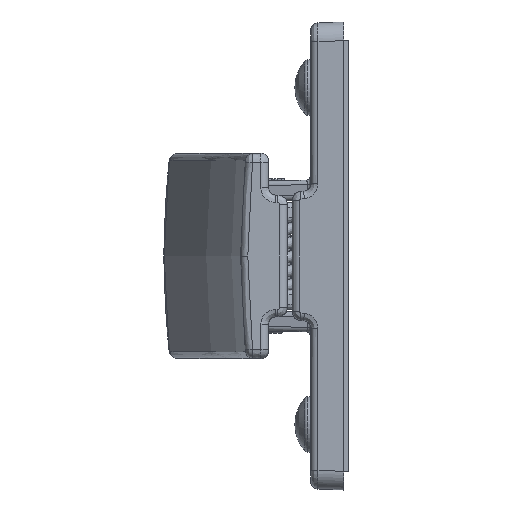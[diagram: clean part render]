
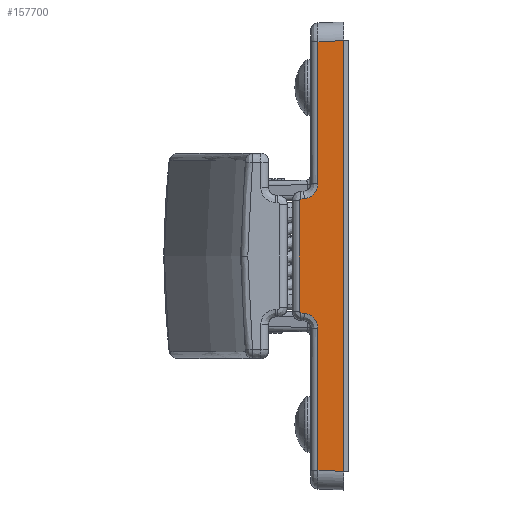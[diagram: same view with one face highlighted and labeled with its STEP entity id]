
A CAD part, front view. The second image highlights one B-rep face of the part: STEP entity #157700.
In plain terms, the highlighted planar face has unit normal (-0.035, -0.999, 0).
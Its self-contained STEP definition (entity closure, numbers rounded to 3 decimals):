
#1580=CARTESIAN_POINT('',(-1.228,0.095,
-32.906));
#1590=VERTEX_POINT('',#1580);
#2670=CARTESIAN_POINT('',(-0.07,0.055,
-32.946));
#2680=DIRECTION('',(0.999,-0.035,
-0.035));
#2690=VECTOR('',#2680,1.);
#2700=LINE('',#2670,#2690);
#2710=CARTESIAN_POINT('',(1.5,0.,-33.001));
#2720=VERTEX_POINT('',#2710);
#2730=EDGE_CURVE('',#1590,#2720,#2700,.T.);
#9630=CARTESIAN_POINT('',(-1.228,0.095,
12.906));
#9640=VERTEX_POINT('',#9630);
#12440=CARTESIAN_POINT('',(1.5,0.,13.001));
#12450=VERTEX_POINT('',#12440);
#12480=CARTESIAN_POINT('',(-0.07,0.055,
12.946));
#12490=DIRECTION('',(0.999,-0.035,
0.035));
#12500=VECTOR('',#12490,1.);
#12510=LINE('',#12480,#12500);
#12520=EDGE_CURVE('',#9640,#12450,#12510,.T.);
#156290=CARTESIAN_POINT('',(1.5,0.,0.));
#156300=DIRECTION('',(0.035,0.999,0.));
#156310=DIRECTION('',(0.999,-0.035,0.));
#156320=AXIS2_PLACEMENT_3D('',#156290,#156300,#156310);
#156330=PLANE('',#156320);
#156340=CARTESIAN_POINT('',(-0.028,0.053,
-16.372));
#156350=DIRECTION('',(0.996,-0.035,
-0.087));
#156360=VECTOR('',#156350,1.);
#156370=LINE('',#156340,#156360);
#156380=CARTESIAN_POINT('',(-3.045,0.159,
-16.108));
#156390=VERTEX_POINT('',#156380);
#156400=CARTESIAN_POINT('',(-2.688,0.146,
-16.139));
#156410=VERTEX_POINT('',#156400);
#156420=EDGE_CURVE('',#156390,#156410,#156370,.T.);
#156430=ORIENTED_EDGE('',*,*,#156420,.T.);
#156440=CARTESIAN_POINT('',(-3.045,0.159,
-16.108));
#156450=CARTESIAN_POINT('',(-3.058,0.159,
-16.107));
#156460=CARTESIAN_POINT('',(-3.07,0.16,
-16.105));
#156470=CARTESIAN_POINT('',(-3.09,0.16,
-16.099));
#156480=CARTESIAN_POINT('',(-3.097,0.161,
-16.096));
#156490=CARTESIAN_POINT('',(-3.126,0.162,
-16.085));
#156500=CARTESIAN_POINT('',(-3.145,0.162,
-16.072));
#156510=CARTESIAN_POINT('',(-3.162,0.163,
-16.057));
#156520=CARTESIAN_POINT('',(-3.187,0.164,
-16.035));
#156530=CARTESIAN_POINT('',(-3.206,0.164,
-16.006));
#156540=CARTESIAN_POINT('',(-3.22,0.165,
-15.965));
#156550=CARTESIAN_POINT('',(-3.223,0.165,
-15.956));
#156560=CARTESIAN_POINT('',(-3.227,0.165,
-15.933));
#156570=CARTESIAN_POINT('',(-3.228,0.165,
-15.921));
#156580=CARTESIAN_POINT('',(-3.228,0.165,
-15.909));
#156590=B_SPLINE_CURVE_WITH_KNOTS('',3,(#156440,#156450,#156460,#156470,
#156480,#156490,#156500,#156510,#156520,#156530,#156540,#156550,#156560,
#156570,#156580),.UNSPECIFIED.,.F.,.F.,(4,2,2,3,2,2,4),(0.,
0.113,0.184,0.39,0.688,
0.78,0.892),.UNSPECIFIED.);
#156600=CARTESIAN_POINT('',(-3.228,0.165,
-15.909));
#156610=VERTEX_POINT('',#156600);
#156620=EDGE_CURVE('',#156390,#156610,#156590,.T.);
#156630=ORIENTED_EDGE('',*,*,#156620,.F.);
#156640=CARTESIAN_POINT('',(-3.228,0.165,0.));
#156650=DIRECTION('',(0.,0.,1.));
#156660=VECTOR('',#156650,1.);
#156670=LINE('',#156640,#156660);
#156680=CARTESIAN_POINT('',(-3.228,0.165,
-4.091));
#156690=VERTEX_POINT('',#156680);
#156700=EDGE_CURVE('',#156610,#156690,#156670,.T.);
#156710=ORIENTED_EDGE('',*,*,#156700,.F.);
#156720=CARTESIAN_POINT('',(-3.045,0.159,
-3.892));
#156730=CARTESIAN_POINT('',(-3.058,0.159,
-3.893));
#156740=CARTESIAN_POINT('',(-3.07,0.16,
-3.895));
#156750=CARTESIAN_POINT('',(-3.09,0.16,
-3.901));
#156760=CARTESIAN_POINT('',(-3.097,0.161,
-3.904));
#156770=CARTESIAN_POINT('',(-3.126,0.162,
-3.915));
#156780=CARTESIAN_POINT('',(-3.145,0.162,
-3.928));
#156790=CARTESIAN_POINT('',(-3.162,0.163,
-3.943));
#156800=CARTESIAN_POINT('',(-3.187,0.164,
-3.965));
#156810=CARTESIAN_POINT('',(-3.206,0.164,
-3.994));
#156820=CARTESIAN_POINT('',(-3.22,0.165,
-4.035));
#156830=CARTESIAN_POINT('',(-3.223,0.165,
-4.044));
#156840=CARTESIAN_POINT('',(-3.227,0.165,
-4.067));
#156850=CARTESIAN_POINT('',(-3.228,0.165,
-4.079));
#156860=CARTESIAN_POINT('',(-3.228,0.165,
-4.091));
#156870=B_SPLINE_CURVE_WITH_KNOTS('',3,(#156720,#156730,#156740,#156750,
#156760,#156770,#156780,#156790,#156800,#156810,#156820,#156830,#156840,
#156850,#156860),.UNSPECIFIED.,.F.,.F.,(4,2,2,3,2,2,4),(0.,
0.113,0.184,0.39,0.688,
0.78,0.892),.UNSPECIFIED.);
#156880=CARTESIAN_POINT('',(-3.045,0.159,
-3.892));
#156890=VERTEX_POINT('',#156880);
#156900=EDGE_CURVE('',#156890,#156690,#156870,.T.);
#156910=ORIENTED_EDGE('',*,*,#156900,.T.);
#156920=CARTESIAN_POINT('',(-0.028,0.053,
-3.628));
#156930=DIRECTION('',(0.996,-0.035,
0.087));
#156940=VECTOR('',#156930,1.);
#156950=LINE('',#156920,#156940);
#156960=CARTESIAN_POINT('',(-2.688,0.146,
-3.861));
#156970=VERTEX_POINT('',#156960);
#156980=EDGE_CURVE('',#156890,#156970,#156950,.T.);
#156990=ORIENTED_EDGE('',*,*,#156980,.F.);
#157000=CARTESIAN_POINT('',(-2.688,0.146,
-3.861));
#157010=CARTESIAN_POINT('',(-2.639,0.145,
-3.856));
#157020=CARTESIAN_POINT('',(-2.589,0.143,
-3.85));
#157030=CARTESIAN_POINT('',(-2.453,0.138,
-3.825));
#157040=CARTESIAN_POINT('',(-2.368,0.135,
-3.802));
#157050=CARTESIAN_POINT('',(-2.161,0.128,
-3.728));
#157060=CARTESIAN_POINT('',(-2.043,0.124,
-3.668));
#157070=CARTESIAN_POINT('',(-1.824,0.116,
-3.52));
#157080=CARTESIAN_POINT('',(-1.724,0.113,
-3.433));
#157090=CARTESIAN_POINT('',(-1.636,0.11,
-3.334));
#157100=CARTESIAN_POINT('',(-1.514,0.105,
-3.198));
#157110=CARTESIAN_POINT('',(-1.416,0.102,
-3.041));
#157120=CARTESIAN_POINT('',(-1.296,0.098,
-2.749));
#157130=CARTESIAN_POINT('',(-1.262,0.096,
-2.621));
#157140=CARTESIAN_POINT('',(-1.24,0.096,
-2.465));
#157150=CARTESIAN_POINT('',(-1.237,0.096,
-2.44));
#157160=CARTESIAN_POINT('',(-1.23,0.095,
-2.366));
#157170=CARTESIAN_POINT('',(-1.228,0.095,
-2.316));
#157180=CARTESIAN_POINT('',(-1.228,0.095,
-2.267));
#157190=B_SPLINE_CURVE_WITH_KNOTS('',3,(#157000,#157010,#157020,#157030,
#157040,#157050,#157060,#157070,#157080,#157090,#157100,#157110,#157120,
#157130,#157140,#157150,#157160,#157170,#157180),.UNSPECIFIED.,.F.,.F.,(
4,2,2,2,3,2,2,2,4),(0.,0.113,0.31,
0.607,0.904,1.316,1.612,
1.669,1.78),.UNSPECIFIED.);
#157200=CARTESIAN_POINT('',(-1.228,0.095,
-2.267));
#157210=VERTEX_POINT('',#157200);
#157220=EDGE_CURVE('',#156970,#157210,#157190,.T.);
#157230=ORIENTED_EDGE('',*,*,#157220,.F.);
#157240=CARTESIAN_POINT('',(-1.228,0.095,-20.));
#157250=DIRECTION('',(0.,0.,-1.));
#157260=VECTOR('',#157250,1.);
#157270=LINE('',#157240,#157260);
#157280=EDGE_CURVE('',#9640,#157210,#157270,.T.);
#157290=ORIENTED_EDGE('',*,*,#157280,.T.);
#157300=ORIENTED_EDGE('',*,*,#12520,.F.);
#157310=CARTESIAN_POINT('',(1.5,0.,0.));
#157320=DIRECTION('',(0.,0.,1.));
#157330=VECTOR('',#157320,1.);
#157340=LINE('',#157310,#157330);
#157350=EDGE_CURVE('',#2720,#12450,#157340,.T.);
#157360=ORIENTED_EDGE('',*,*,#157350,.T.);
#157370=ORIENTED_EDGE('',*,*,#2730,.T.);
#157380=CARTESIAN_POINT('',(-1.228,0.095,0.));
#157390=DIRECTION('',(0.,0.,1.));
#157400=VECTOR('',#157390,1.);
#157410=LINE('',#157380,#157400);
#157420=CARTESIAN_POINT('',(-1.228,0.095,
-17.733));
#157430=VERTEX_POINT('',#157420);
#157440=EDGE_CURVE('',#1590,#157430,#157410,.T.);
#157450=ORIENTED_EDGE('',*,*,#157440,.F.);
#157460=CARTESIAN_POINT('',(-2.688,0.146,
-16.139));
#157470=CARTESIAN_POINT('',(-2.639,0.145,
-16.144));
#157480=CARTESIAN_POINT('',(-2.589,0.143,
-16.15));
#157490=CARTESIAN_POINT('',(-2.453,0.138,
-16.175));
#157500=CARTESIAN_POINT('',(-2.368,0.135,
-16.198));
#157510=CARTESIAN_POINT('',(-2.161,0.128,
-16.272));
#157520=CARTESIAN_POINT('',(-2.043,0.124,
-16.332));
#157530=CARTESIAN_POINT('',(-1.824,0.116,
-16.48));
#157540=CARTESIAN_POINT('',(-1.724,0.113,
-16.567));
#157550=CARTESIAN_POINT('',(-1.636,0.11,
-16.666));
#157560=CARTESIAN_POINT('',(-1.514,0.105,
-16.802));
#157570=CARTESIAN_POINT('',(-1.416,0.102,
-16.959));
#157580=CARTESIAN_POINT('',(-1.296,0.098,
-17.251));
#157590=CARTESIAN_POINT('',(-1.262,0.096,
-17.379));
#157600=CARTESIAN_POINT('',(-1.24,0.096,
-17.535));
#157610=CARTESIAN_POINT('',(-1.237,0.096,
-17.56));
#157620=CARTESIAN_POINT('',(-1.23,0.095,
-17.634));
#157630=CARTESIAN_POINT('',(-1.228,0.095,
-17.684));
#157640=CARTESIAN_POINT('',(-1.228,0.095,
-17.733));
#157650=B_SPLINE_CURVE_WITH_KNOTS('',3,(#157460,#157470,#157480,#157490,
#157500,#157510,#157520,#157530,#157540,#157550,#157560,#157570,#157580,
#157590,#157600,#157610,#157620,#157630,#157640),.UNSPECIFIED.,.F.,.F.,(
4,2,2,2,3,2,2,2,4),(0.,0.113,0.31,
0.607,0.904,1.316,1.612,
1.669,1.78),.UNSPECIFIED.);
#157660=EDGE_CURVE('',#156410,#157430,#157650,.T.);
#157670=ORIENTED_EDGE('',*,*,#157660,.T.);
#157680=EDGE_LOOP('',(#157670,#157450,#157370,#157360,#157300,#157290,
#157230,#156990,#156910,#156710,#156630,#156430));
#157690=FACE_OUTER_BOUND('',#157680,.T.);
#157700=ADVANCED_FACE('',(#157690),#156330,.F.);
